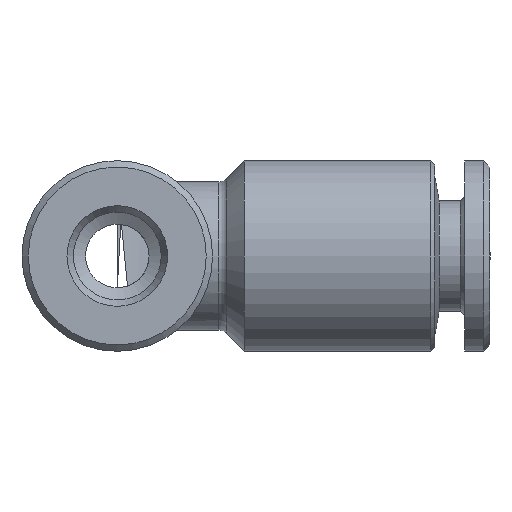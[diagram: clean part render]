
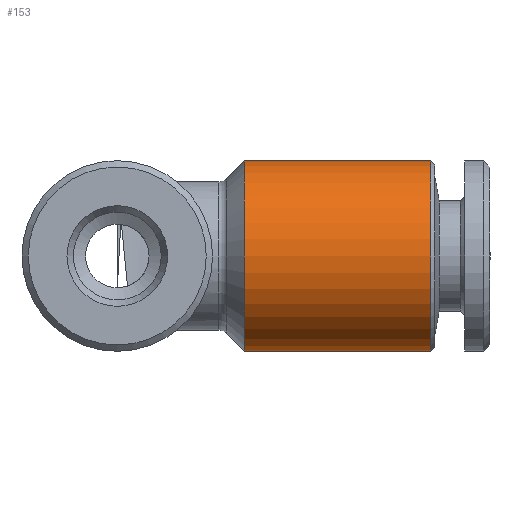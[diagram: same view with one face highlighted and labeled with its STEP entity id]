
A CAD part, left-side view. The second image highlights one B-rep face of the part: STEP entity #153.
In plain terms, the highlighted cylindrical face has radius 4.5 mm (diameter 9 mm), a full revolution.
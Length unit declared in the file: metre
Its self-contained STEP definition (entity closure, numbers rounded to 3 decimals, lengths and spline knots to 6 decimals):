
#153 = ADVANCED_FACE( 'NONE', ( #350, #351 ), #352, .T. );
#350 = FACE_OUTER_BOUND( '', #729, .T. );
#351 = FACE_OUTER_BOUND( '', #730, .T. );
#352 = CYLINDRICAL_SURFACE( '', #731, 0.0045 );
#729 = EDGE_LOOP( '', ( #1015 ) );
#730 = EDGE_LOOP( '', ( #1016 ) );
#731 = AXIS2_PLACEMENT_3D( '', #1017, #1018, #1019 );
#1015 = ORIENTED_EDGE( '', *, *, #1142, .T. );
#1016 = ORIENTED_EDGE( '', *, *, #1097, .T. );
#1017 = CARTESIAN_POINT( '', ( 0., 0., 0. ) );
#1018 = DIRECTION( '', ( 0., -1., 0. ) );
#1019 = DIRECTION( '', ( 0., 0., 1. ) );
#1097 = EDGE_CURVE( 'NONE', #1210, #1210, #1211, .T. );
#1142 = EDGE_CURVE( 'NONE', #1282, #1282, #1283, .T. );
#1210 = VERTEX_POINT( '', #1371 );
#1211 = CIRCLE( '', #1372, 0.0045 );
#1282 = VERTEX_POINT( '', #1463 );
#1283 = CIRCLE( '', #1464, 0.0045 );
#1371 = CARTESIAN_POINT( '', ( 0., -0.0148, 0.0045 ) );
#1372 = AXIS2_PLACEMENT_3D( '', #1674, #1675, #1676 );
#1463 = CARTESIAN_POINT( '', ( 0.0045, -0.006, 0. ) );
#1464 = AXIS2_PLACEMENT_3D( '', #1749, #1750, #1751 );
#1674 = CARTESIAN_POINT( '', ( 0., -0.0148, 0. ) );
#1675 = DIRECTION( '', ( 0., 1., 0. ) );
#1676 = DIRECTION( '', ( 0., 0., 1. ) );
#1749 = CARTESIAN_POINT( '', ( 0., -0.006, 0. ) );
#1750 = DIRECTION( '', ( 0., -1., 0. ) );
#1751 = DIRECTION( '', ( 1., 0., 0. ) );
